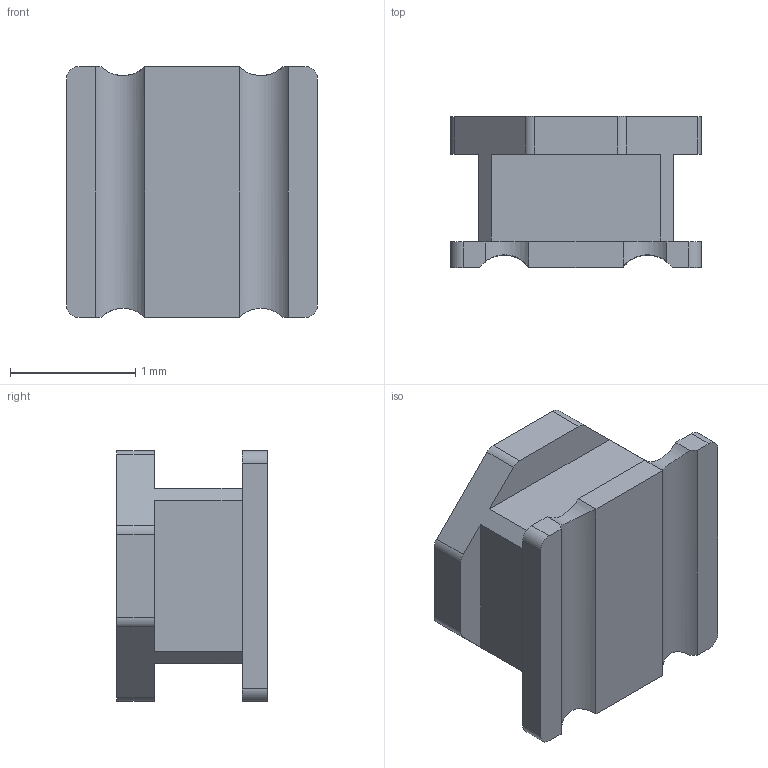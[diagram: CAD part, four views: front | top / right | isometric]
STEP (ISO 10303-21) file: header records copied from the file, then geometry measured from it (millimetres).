
FILE_DESCRIPTION (( 'STEP AP214' ), '1' );
FILE_NAME ('ASPI-2012.STEP', '2013-10-04T10:45:49', ( '' ), ( '' ), 'SwSTEP 2.0', 'SolidWorks 2012', '' );
FILE_SCHEMA (( 'AUTOMOTIVE_DESIGN' ));
Length unit declared in the file: millimetre
Products named in the file (1): ASPI-2012
Bounding box: 2 x 1.2 x 2 mm (x, y, z)
Volume: 3.2 mm3; surface area: 17.6 mm2
Topology: 1 solids, 1 shells, 150 faces, 405 edges, 270 vertices
Faces by surface type: plane 88, bspline 42, cylinder 20
Entity records: 7697 total; most frequent: CARTESIAN_POINT 3576, ORIENTED_EDGE 810, DIRECTION 571, EDGE_CURVE 405, VECTOR 277, LINE 277, VERTEX_POINT 270, EDGE_LOOP 163
